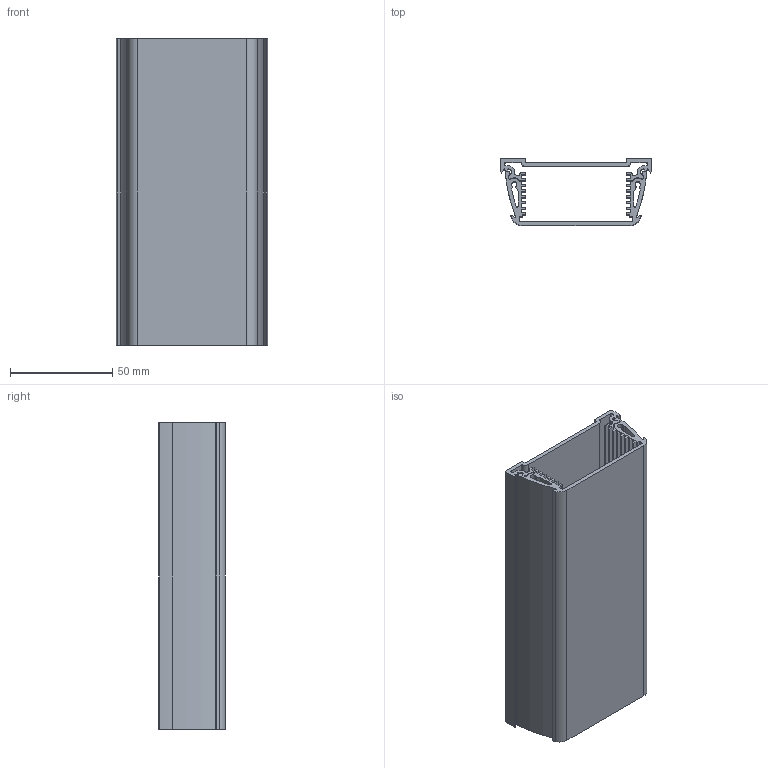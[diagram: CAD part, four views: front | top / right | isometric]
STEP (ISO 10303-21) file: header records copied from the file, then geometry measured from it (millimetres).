
FILE_DESCRIPTION((''),'2;1');
FILE_NAME('94211150_ASPH 830-0150.stp','2009-07-16T07:54:26',('kotzmaier'),(''),'Autodesk Inventor 2009','Autodesk Inventor 2009','');
FILE_SCHEMA(('AUTOMOTIVE_DESIGN { 1 0 10303 214 1 1 1 1 }'));
Length unit declared in the file: millimetre
Products named in the file (3): Baugruppe1; ASPH 830 UT_1009673_3D; ASPH 830 OT_1009677_3D
Assembly tree (2 placements, depth 2):
  Baugruppe1
    ASPH 830 UT_1009673_3D
    ASPH 830 OT_1009677_3D
Bounding box: 74 x 32.8 x 150 mm (x, y, z)
Volume: 82680.7 mm3; surface area: 90890.7 mm2
Topology: 2 solids, 2 shells, 194 faces, 570 edges, 380 vertices
Faces by surface type: plane 126, cylinder 68
Entity records: 6540 total; most frequent: CARTESIAN_POINT 1149, ORIENTED_EDGE 1140, DIRECTION 1104, EDGE_CURVE 570, VECTOR 434, LINE 434, VERTEX_POINT 380, AXIS2_PLACEMENT_3D 335
